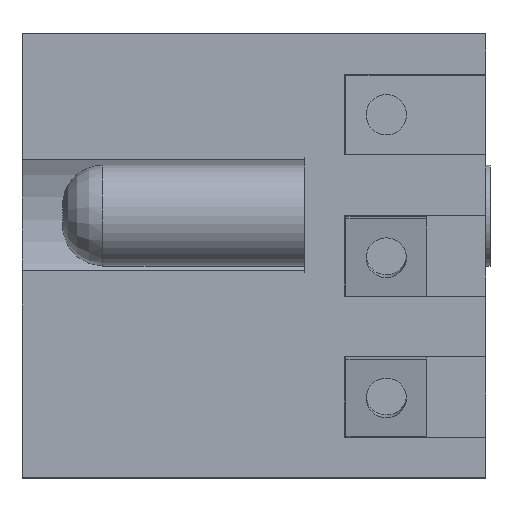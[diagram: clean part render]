
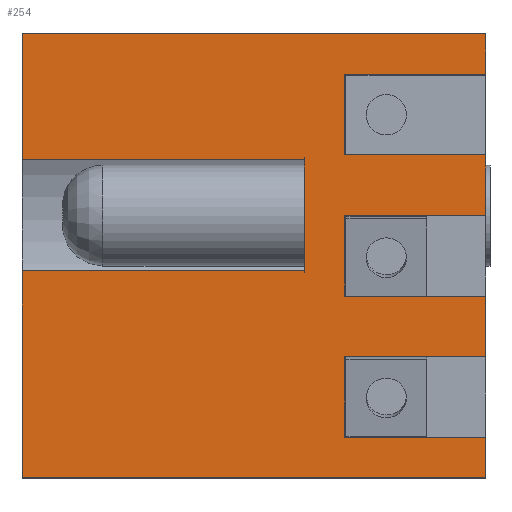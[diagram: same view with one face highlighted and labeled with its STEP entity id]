
A CAD part, top view. The second image highlights one B-rep face of the part: STEP entity #254.
In plain terms, the highlighted planar face has unit normal (0, 0, 1).
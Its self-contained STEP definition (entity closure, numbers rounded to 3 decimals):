
#110 = EDGE_CURVE('',#111,#113,#115,.T.);
#111 = VERTEX_POINT('',#112);
#112 = CARTESIAN_POINT('',(2.67,-4.62,8.));
#113 = VERTEX_POINT('',#114);
#114 = CARTESIAN_POINT('',(2.67,-3.62,8.));
#115 = LINE('',#116,#117);
#116 = CARTESIAN_POINT('',(2.67,-4.62,8.));
#117 = VECTOR('',#118,1.);
#118 = DIRECTION('',(0.,1.,0.));
#137 = VERTEX_POINT('',#138);
#138 = CARTESIAN_POINT('',(2.67,6.38,8.));
#144 = EDGE_CURVE('',#145,#137,#147,.T.);
#145 = VERTEX_POINT('',#146);
#146 = CARTESIAN_POINT('',(2.67,5.38,8.));
#147 = LINE('',#148,#149);
#148 = CARTESIAN_POINT('',(2.67,-4.62,8.));
#149 = VECTOR('',#150,1.);
#150 = DIRECTION('',(0.,1.,0.));
#169 = VERTEX_POINT('',#170);
#170 = CARTESIAN_POINT('',(2.67,3.38,8.));
#176 = EDGE_CURVE('',#177,#169,#179,.T.);
#177 = VERTEX_POINT('',#178);
#178 = CARTESIAN_POINT('',(2.67,1.88,8.));
#179 = LINE('',#180,#181);
#180 = CARTESIAN_POINT('',(2.67,-4.62,8.));
#181 = VECTOR('',#182,1.);
#182 = DIRECTION('',(0.,1.,0.));
#201 = VERTEX_POINT('',#202);
#202 = CARTESIAN_POINT('',(2.67,-0.12,8.));
#208 = EDGE_CURVE('',#209,#201,#211,.T.);
#209 = VERTEX_POINT('',#210);
#210 = CARTESIAN_POINT('',(2.67,-1.62,8.));
#211 = LINE('',#212,#213);
#212 = CARTESIAN_POINT('',(2.67,-4.62,8.));
#213 = VECTOR('',#214,1.);
#214 = DIRECTION('',(0.,1.,0.));
#254 = ADVANCED_FACE('',(#255),#381,.T.);
#255 = FACE_BOUND('',#256,.T.);
#256 = EDGE_LOOP('',(#257,#267,#273,#274,#282,#290,#296,#297,#305,#313,
    #319,#320,#328,#336,#342,#343,#351,#359,#367,#375));
#257 = ORIENTED_EDGE('',*,*,#258,.F.);
#258 = EDGE_CURVE('',#259,#261,#263,.T.);
#259 = VERTEX_POINT('',#260);
#260 = CARTESIAN_POINT('',(-8.83,-4.62,8.));
#261 = VERTEX_POINT('',#262);
#262 = CARTESIAN_POINT('',(-8.83,0.505,8.));
#263 = LINE('',#264,#265);
#264 = CARTESIAN_POINT('',(-8.83,-4.62,8.));
#265 = VECTOR('',#266,1.);
#266 = DIRECTION('',(0.,1.,0.));
#267 = ORIENTED_EDGE('',*,*,#268,.T.);
#268 = EDGE_CURVE('',#259,#111,#269,.T.);
#269 = LINE('',#270,#271);
#270 = CARTESIAN_POINT('',(-8.83,-4.62,8.));
#271 = VECTOR('',#272,1.);
#272 = DIRECTION('',(1.,0.,0.));
#273 = ORIENTED_EDGE('',*,*,#110,.T.);
#274 = ORIENTED_EDGE('',*,*,#275,.T.);
#275 = EDGE_CURVE('',#113,#276,#278,.T.);
#276 = VERTEX_POINT('',#277);
#277 = CARTESIAN_POINT('',(-0.83,-3.62,8.));
#278 = LINE('',#279,#280);
#279 = CARTESIAN_POINT('',(2.67,-3.62,8.));
#280 = VECTOR('',#281,1.);
#281 = DIRECTION('',(-1.,0.,0.));
#282 = ORIENTED_EDGE('',*,*,#283,.T.);
#283 = EDGE_CURVE('',#276,#284,#286,.T.);
#284 = VERTEX_POINT('',#285);
#285 = CARTESIAN_POINT('',(-0.83,-1.62,8.));
#286 = LINE('',#287,#288);
#287 = CARTESIAN_POINT('',(-0.83,-3.62,8.));
#288 = VECTOR('',#289,1.);
#289 = DIRECTION('',(0.,1.,0.));
#290 = ORIENTED_EDGE('',*,*,#291,.T.);
#291 = EDGE_CURVE('',#284,#209,#292,.T.);
#292 = LINE('',#293,#294);
#293 = CARTESIAN_POINT('',(-0.83,-1.62,8.));
#294 = VECTOR('',#295,1.);
#295 = DIRECTION('',(1.,0.,0.));
#296 = ORIENTED_EDGE('',*,*,#208,.T.);
#297 = ORIENTED_EDGE('',*,*,#298,.T.);
#298 = EDGE_CURVE('',#201,#299,#301,.T.);
#299 = VERTEX_POINT('',#300);
#300 = CARTESIAN_POINT('',(-0.83,-0.12,8.));
#301 = LINE('',#302,#303);
#302 = CARTESIAN_POINT('',(2.67,-0.12,8.));
#303 = VECTOR('',#304,1.);
#304 = DIRECTION('',(-1.,0.,0.));
#305 = ORIENTED_EDGE('',*,*,#306,.T.);
#306 = EDGE_CURVE('',#299,#307,#309,.T.);
#307 = VERTEX_POINT('',#308);
#308 = CARTESIAN_POINT('',(-0.83,1.88,8.));
#309 = LINE('',#310,#311);
#310 = CARTESIAN_POINT('',(-0.83,-0.12,8.));
#311 = VECTOR('',#312,1.);
#312 = DIRECTION('',(0.,1.,0.));
#313 = ORIENTED_EDGE('',*,*,#314,.T.);
#314 = EDGE_CURVE('',#307,#177,#315,.T.);
#315 = LINE('',#316,#317);
#316 = CARTESIAN_POINT('',(-0.83,1.88,8.));
#317 = VECTOR('',#318,1.);
#318 = DIRECTION('',(1.,0.,0.));
#319 = ORIENTED_EDGE('',*,*,#176,.T.);
#320 = ORIENTED_EDGE('',*,*,#321,.T.);
#321 = EDGE_CURVE('',#169,#322,#324,.T.);
#322 = VERTEX_POINT('',#323);
#323 = CARTESIAN_POINT('',(-0.83,3.38,8.));
#324 = LINE('',#325,#326);
#325 = CARTESIAN_POINT('',(2.67,3.38,8.));
#326 = VECTOR('',#327,1.);
#327 = DIRECTION('',(-1.,0.,0.));
#328 = ORIENTED_EDGE('',*,*,#329,.T.);
#329 = EDGE_CURVE('',#322,#330,#332,.T.);
#330 = VERTEX_POINT('',#331);
#331 = CARTESIAN_POINT('',(-0.83,5.38,8.));
#332 = LINE('',#333,#334);
#333 = CARTESIAN_POINT('',(-0.83,3.38,8.));
#334 = VECTOR('',#335,1.);
#335 = DIRECTION('',(0.,1.,0.));
#336 = ORIENTED_EDGE('',*,*,#337,.T.);
#337 = EDGE_CURVE('',#330,#145,#338,.T.);
#338 = LINE('',#339,#340);
#339 = CARTESIAN_POINT('',(-0.83,5.38,8.));
#340 = VECTOR('',#341,1.);
#341 = DIRECTION('',(1.,0.,0.));
#342 = ORIENTED_EDGE('',*,*,#144,.T.);
#343 = ORIENTED_EDGE('',*,*,#344,.F.);
#344 = EDGE_CURVE('',#345,#137,#347,.T.);
#345 = VERTEX_POINT('',#346);
#346 = CARTESIAN_POINT('',(-8.83,6.38,8.));
#347 = LINE('',#348,#349);
#348 = CARTESIAN_POINT('',(-8.83,6.38,8.));
#349 = VECTOR('',#350,1.);
#350 = DIRECTION('',(1.,0.,0.));
#351 = ORIENTED_EDGE('',*,*,#352,.F.);
#352 = EDGE_CURVE('',#353,#345,#355,.T.);
#353 = VERTEX_POINT('',#354);
#354 = CARTESIAN_POINT('',(-8.83,3.255,8.));
#355 = LINE('',#356,#357);
#356 = CARTESIAN_POINT('',(-8.83,-4.62,8.));
#357 = VECTOR('',#358,1.);
#358 = DIRECTION('',(0.,1.,0.));
#359 = ORIENTED_EDGE('',*,*,#360,.F.);
#360 = EDGE_CURVE('',#361,#353,#363,.T.);
#361 = VERTEX_POINT('',#362);
#362 = CARTESIAN_POINT('',(-1.83,3.255,8.));
#363 = LINE('',#364,#365);
#364 = CARTESIAN_POINT('',(-8.83,3.255,8.));
#365 = VECTOR('',#366,1.);
#366 = DIRECTION('',(-1.,0.,0.));
#367 = ORIENTED_EDGE('',*,*,#368,.F.);
#368 = EDGE_CURVE('',#369,#361,#371,.T.);
#369 = VERTEX_POINT('',#370);
#370 = CARTESIAN_POINT('',(-1.83,0.505,8.));
#371 = LINE('',#372,#373);
#372 = CARTESIAN_POINT('',(-1.83,-3.02,8.));
#373 = VECTOR('',#374,1.);
#374 = DIRECTION('',(0.,1.,0.));
#375 = ORIENTED_EDGE('',*,*,#376,.T.);
#376 = EDGE_CURVE('',#369,#261,#377,.T.);
#377 = LINE('',#378,#379);
#378 = CARTESIAN_POINT('',(-8.83,0.505,8.));
#379 = VECTOR('',#380,1.);
#380 = DIRECTION('',(-1.,0.,0.));
#381 = PLANE('',#382);
#382 = AXIS2_PLACEMENT_3D('',#383,#384,#385);
#383 = CARTESIAN_POINT('',(-8.83,-4.62,8.));
#384 = DIRECTION('',(0.,0.,1.));
#385 = DIRECTION('',(1.,0.,0.));
